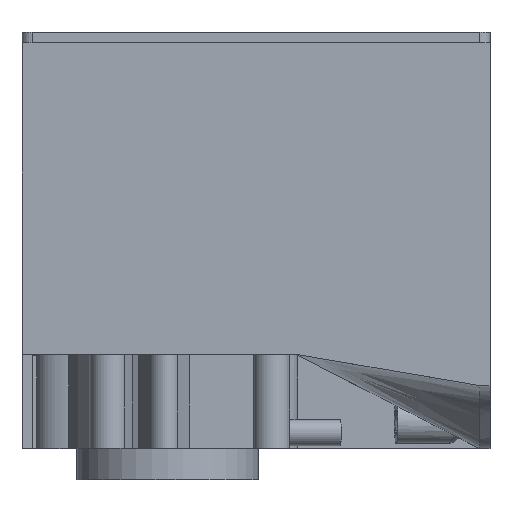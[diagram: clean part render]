
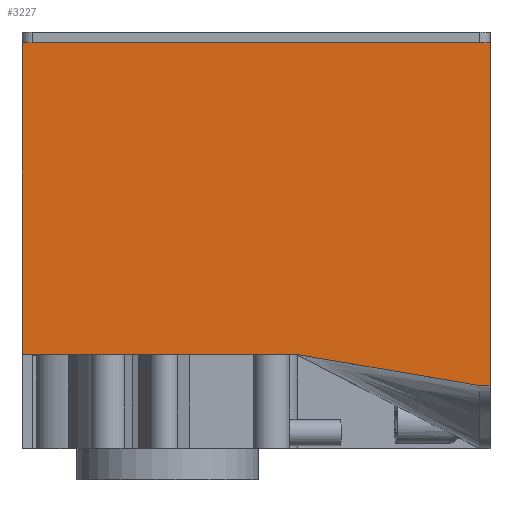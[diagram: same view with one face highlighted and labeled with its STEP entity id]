
A CAD part, top view. The second image highlights one B-rep face of the part: STEP entity #3227.
In plain terms, the highlighted planar face has unit normal (0, 0, 1).
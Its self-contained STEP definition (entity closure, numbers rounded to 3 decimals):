
#190=PLANE('',#3550);
#379=FACE_OUTER_BOUND('',#583,.T.);
#583=EDGE_LOOP('',(#2636,#2637,#2638,#2639,#2640,#2641));
#702=LINE('',#4753,#944);
#713=LINE('',#4809,#955);
#729=LINE('',#5314,#971);
#768=LINE('',#6379,#1010);
#772=LINE('',#6386,#1014);
#774=LINE('',#6389,#1016);
#944=VECTOR('',#3798,10.);
#955=VECTOR('',#3819,10.);
#971=VECTOR('',#3889,10.);
#1010=VECTOR('',#4156,10.);
#1014=VECTOR('',#4162,10.);
#1016=VECTOR('',#4166,10.);
#1358=VERTEX_POINT('',#4750);
#1359=VERTEX_POINT('',#4752);
#1370=VERTEX_POINT('',#4807);
#1401=VERTEX_POINT('',#5312);
#1478=VERTEX_POINT('',#6377);
#1479=VERTEX_POINT('',#6378);
#1677=EDGE_CURVE('',#1359,#1358,#702,.T.);
#1692=EDGE_CURVE('',#1370,#1358,#713,.T.);
#1737=EDGE_CURVE('',#1370,#1401,#729,.T.);
#1867=EDGE_CURVE('',#1478,#1479,#768,.T.);
#1871=EDGE_CURVE('',#1401,#1478,#772,.T.);
#1873=EDGE_CURVE('',#1479,#1359,#774,.T.);
#2636=ORIENTED_EDGE('',*,*,#1677,.T.);
#2637=ORIENTED_EDGE('',*,*,#1692,.F.);
#2638=ORIENTED_EDGE('',*,*,#1737,.T.);
#2639=ORIENTED_EDGE('',*,*,#1871,.T.);
#2640=ORIENTED_EDGE('',*,*,#1867,.T.);
#2641=ORIENTED_EDGE('',*,*,#1873,.T.);
#3227=ADVANCED_FACE('',(#379),#190,.T.);
#3550=AXIS2_PLACEMENT_3D('',#6619,#4216,#4217);
#3798=DIRECTION('',(-1.,0.,0.));
#3819=DIRECTION('',(0.,1.,0.));
#3889=DIRECTION('',(1.,0.,0.));
#4156=DIRECTION('',(1.,0.,0.));
#4162=DIRECTION('',(0.986,-0.168,0.));
#4166=DIRECTION('',(0.,1.,0.));
#4216=DIRECTION('center_axis',(0.,0.,1.));
#4217=DIRECTION('ref_axis',(1.,0.,0.));
#4750=CARTESIAN_POINT('',(-45.,78.,30.));
#4752=CARTESIAN_POINT('',(45.,78.,30.));
#4753=CARTESIAN_POINT('',(-22.5,78.,30.));
#4807=CARTESIAN_POINT('',(-45.,18.,30.));
#4809=CARTESIAN_POINT('',(-45.,0.,30.));
#5312=CARTESIAN_POINT('',(8.,18.,30.));
#5314=CARTESIAN_POINT('',(-18.5,18.,30.));
#6377=CARTESIAN_POINT('',(43.,12.045,30.));
#6378=CARTESIAN_POINT('',(45.,12.045,30.));
#6379=CARTESIAN_POINT('',(0.,12.045,30.));
#6386=CARTESIAN_POINT('',(1.234,19.151,30.));
#6389=CARTESIAN_POINT('',(45.,0.,30.));
#6619=CARTESIAN_POINT('Origin',(-45.,0.,30.));
